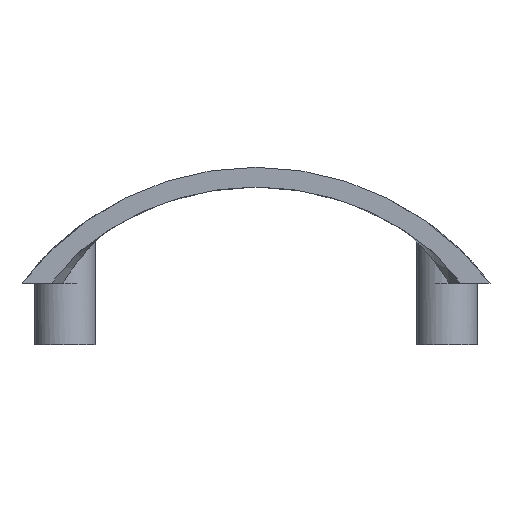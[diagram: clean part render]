
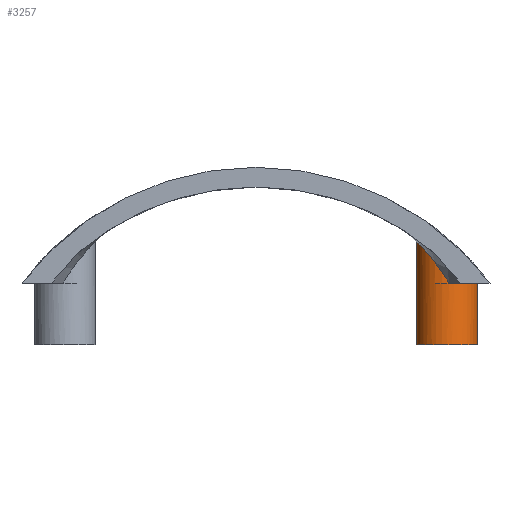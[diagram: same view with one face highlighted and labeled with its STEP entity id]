
A CAD part, front view. The second image highlights one B-rep face of the part: STEP entity #3257.
In plain terms, the highlighted cylindrical face has radius 3.1 mm (diameter 6.2 mm), a partial arc.
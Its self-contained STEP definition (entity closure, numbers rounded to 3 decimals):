
#29 = CARTESIAN_POINT ( 'NONE',  ( 40.687, 2.022, 3.551 ) ) ;
#36 = CARTESIAN_POINT ( 'NONE',  ( 40.025, 3.938, 4.236 ) ) ;
#154 = CARTESIAN_POINT ( 'NONE',  ( 42.673, 0.87, 1.046 ) ) ;
#242 = CARTESIAN_POINT ( 'NONE',  ( 41.679, 1.195, 2.391 ) ) ;
#243 = DIRECTION ( 'NONE',  ( 1., 0., 0. ) ) ;
#261 = CARTESIAN_POINT ( 'NONE',  ( 41.193, 1.513, 2.981 ) ) ;
#298 = CARTESIAN_POINT ( 'NONE',  ( 41.977, 1.055, 2.01 ) ) ;
#315 = VERTEX_POINT ( 'NONE', #3264 ) ;
#322 = ORIENTED_EDGE ( 'NONE', *, *, #1816, .T. ) ;
#335 = ORIENTED_EDGE ( 'NONE', *, *, #2591, .T. ) ;
#350 = AXIS2_PLACEMENT_3D ( 'NONE', #2370, #3529, #2128 ) ;
#428 = CARTESIAN_POINT ( 'NONE',  ( 42.81, 0.854, 0.843 ) ) ;
#483 = EDGE_LOOP ( 'NONE', ( #1531, #335, #3552, #322, #3395 ) ) ;
#518 = CARTESIAN_POINT ( 'NONE',  ( 41.444, 1.329, 2.682 ) ) ;
#541 = CARTESIAN_POINT ( 'NONE',  ( 40.484, 2.31, 3.768 ) ) ;
#559 = CARTESIAN_POINT ( 'NONE',  ( 42.275, 0.956, 1.608 ) ) ;
#598 = CARTESIAN_POINT ( 'NONE',  ( 42.252, 0.963, 1.64 ) ) ;
#628 = B_SPLINE_CURVE_WITH_KNOTS ( 'NONE', 3,
 ( #2146, #3242, #789, #2884, #428, #1522, #2622, #154, #3455, #992, #2497, #559, #598, #1158, #2976, #298, #3564, #1101, #1953, #2766, #242, #848, #518, #1897, #805, #2520, #261, #2730, #1671, #1081, #2184, #1634, #29, #869, #1933, #541, #1119, #1380, #1401, #1348, #2993, #1617, #1137, #3277, #824, #3048 ),
 .UNSPECIFIED., .F., .F.,
 ( 4, 2, 2, 1, 1, 1, 2, 2, 1, 1, 1, 2, 2, 1, 1, 1, 2, 2, 1, 1, 1, 2, 2, 2, 2, 2, 2, 2, 4 ),
 ( 0., 0.062, 0.066, 0.07, 0.078, 0.094, 0.125, 0.129, 0.133, 0.141, 0.156, 0.187, 0.191, 0.195, 0.203, 0.219, 0.25, 0.254, 0.258, 0.265, 0.281, 0.312, 0.328, 0.344, 0.375, 0.39, 0.406, 0.437, 0.5 ),
 .UNSPECIFIED. ) ;
#663 = CARTESIAN_POINT ( 'NONE',  ( 46.225, 3.938, -15.007 ) ) ;
#778 = VERTEX_POINT ( 'NONE', #2402 ) ;
#789 = CARTESIAN_POINT ( 'NONE',  ( 42.999, 0.836, 0.56 ) ) ;
#805 = CARTESIAN_POINT ( 'NONE',  ( 41.226, 1.487, 2.942 ) ) ;
#824 = CARTESIAN_POINT ( 'NONE',  ( 40.025, 3.688, 4.236 ) ) ;
#840 = CIRCLE ( 'NONE', #1244, 3.1 ) ;
#848 = CARTESIAN_POINT ( 'NONE',  ( 41.6, 1.238, 2.491 ) ) ;
#869 = CARTESIAN_POINT ( 'NONE',  ( 40.616, 2.116, 3.627 ) ) ;
#985 = VERTEX_POINT ( 'NONE', #36 ) ;
#992 = CARTESIAN_POINT ( 'NONE',  ( 42.384, 0.926, 1.458 ) ) ;
#1011 = CARTESIAN_POINT ( 'NONE',  ( 43.125, 3.938, -15.007 ) ) ;
#1035 = CARTESIAN_POINT ( 'NONE',  ( 43.351, 0.846, 0. ) ) ;
#1077 = CARTESIAN_POINT ( 'NONE',  ( 43.125, 3.938, 0. ) ) ;
#1081 = CARTESIAN_POINT ( 'NONE',  ( 40.943, 1.731, 3.268 ) ) ;
#1087 = VERTEX_POINT ( 'NONE', #1035 ) ;
#1101 = CARTESIAN_POINT ( 'NONE',  ( 41.749, 1.16, 2.303 ) ) ;
#1119 = CARTESIAN_POINT ( 'NONE',  ( 40.424, 2.412, 3.831 ) ) ;
#1137 = CARTESIAN_POINT ( 'NONE',  ( 40.144, 3.078, 4.118 ) ) ;
#1158 = CARTESIAN_POINT ( 'NONE',  ( 42.217, 0.973, 1.688 ) ) ;
#1244 = AXIS2_PLACEMENT_3D ( 'NONE', #1077, #2689, #2125 ) ;
#1348 = CARTESIAN_POINT ( 'NONE',  ( 40.269, 2.731, 3.991 ) ) ;
#1380 = CARTESIAN_POINT ( 'NONE',  ( 40.343, 2.569, 3.916 ) ) ;
#1401 = CARTESIAN_POINT ( 'NONE',  ( 40.317, 2.623, 3.942 ) ) ;
#1522 = CARTESIAN_POINT ( 'NONE',  ( 42.787, 0.856, 0.877 ) ) ;
#1531 = ORIENTED_EDGE ( 'NONE', *, *, #3305, .F. ) ;
#1617 = CARTESIAN_POINT ( 'NONE',  ( 40.18, 2.961, 4.081 ) ) ;
#1634 = CARTESIAN_POINT ( 'NONE',  ( 40.722, 1.978, 3.513 ) ) ;
#1671 = CARTESIAN_POINT ( 'NONE',  ( 41.086, 1.601, 3.105 ) ) ;
#1816 = EDGE_CURVE ( 'NONE', #315, #1087, #840, .T. ) ;
#1894 = AXIS2_PLACEMENT_3D ( 'NONE', #1011, #3475, #243 ) ;
#1897 = CARTESIAN_POINT ( 'NONE',  ( 41.317, 1.417, 2.834 ) ) ;
#1915 = CARTESIAN_POINT ( 'NONE',  ( 40.025, 3.938, -6.239 ) ) ;
#1933 = CARTESIAN_POINT ( 'NONE',  ( 40.582, 2.164, 3.664 ) ) ;
#1953 = CARTESIAN_POINT ( 'NONE',  ( 41.737, 1.166, 2.319 ) ) ;
#2067 = VECTOR ( 'NONE', #2846, 1000. ) ;
#2095 = CARTESIAN_POINT ( 'NONE',  ( 40.025, 3.938, -15.007 ) ) ;
#2125 = DIRECTION ( 'NONE',  ( -1., 0., 0. ) ) ;
#2128 = DIRECTION ( 'NONE',  ( 1., 0., 0. ) ) ;
#2146 = CARTESIAN_POINT ( 'NONE',  ( 43.351, 0.846, 0. ) ) ;
#2179 = CIRCLE ( 'NONE', #350, 3.1 ) ;
#2184 = CARTESIAN_POINT ( 'NONE',  ( 40.829, 1.852, 3.395 ) ) ;
#2295 = LINE ( 'NONE', #663, #2067 ) ;
#2370 = CARTESIAN_POINT ( 'NONE',  ( 43.125, 3.938, -6.239 ) ) ;
#2402 = CARTESIAN_POINT ( 'NONE',  ( 46.225, 3.938, -6.239 ) ) ;
#2425 = FACE_OUTER_BOUND ( 'NONE', #483, .T. ) ;
#2497 = CARTESIAN_POINT ( 'NONE',  ( 42.288, 0.953, 1.591 ) ) ;
#2520 = CARTESIAN_POINT ( 'NONE',  ( 41.214, 1.496, 2.956 ) ) ;
#2591 = EDGE_CURVE ( 'NONE', #3534, #778, #2179, .T. ) ;
#2622 = CARTESIAN_POINT ( 'NONE',  ( 42.753, 0.86, 0.928 ) ) ;
#2689 = DIRECTION ( 'NONE',  ( 0., 0., -1. ) ) ;
#2718 = EDGE_CURVE ( 'NONE', #1087, #985, #628, .T. ) ;
#2730 = CARTESIAN_POINT ( 'NONE',  ( 41.16, 1.539, 3.019 ) ) ;
#2766 = CARTESIAN_POINT ( 'NONE',  ( 41.714, 1.177, 2.348 ) ) ;
#2824 = VECTOR ( 'NONE', #3209, 1000. ) ;
#2846 = DIRECTION ( 'NONE',  ( 0., 0., 1. ) ) ;
#2884 = CARTESIAN_POINT ( 'NONE',  ( 42.822, 0.852, 0.825 ) ) ;
#2920 = LINE ( 'NONE', #2095, #2824 ) ;
#2976 = CARTESIAN_POINT ( 'NONE',  ( 42.136, 0.999, 1.798 ) ) ;
#2993 = CARTESIAN_POINT ( 'NONE',  ( 40.245, 2.788, 4.016 ) ) ;
#3048 = CARTESIAN_POINT ( 'NONE',  ( 40.025, 3.938, 4.236 ) ) ;
#3172 = EDGE_CURVE ( 'NONE', #778, #315, #2295, .T. ) ;
#3175 = CYLINDRICAL_SURFACE ( 'NONE', #1894, 3.1 ) ;
#3209 = DIRECTION ( 'NONE',  ( 0., 0., 1. ) ) ;
#3242 = CARTESIAN_POINT ( 'NONE',  ( 43.173, 0.833, 0.29 ) ) ;
#3257 = ADVANCED_FACE ( 'NONE', ( #2425 ), #3175, .T. ) ;
#3264 = CARTESIAN_POINT ( 'NONE',  ( 46.225, 3.938, 0. ) ) ;
#3277 = CARTESIAN_POINT ( 'NONE',  ( 40.056, 3.437, 4.206 ) ) ;
#3305 = EDGE_CURVE ( 'NONE', #3534, #985, #2920, .T. ) ;
#3395 = ORIENTED_EDGE ( 'NONE', *, *, #2718, .T. ) ;
#3455 = CARTESIAN_POINT ( 'NONE',  ( 42.516, 0.896, 1.274 ) ) ;
#3475 = DIRECTION ( 'NONE',  ( 0., 0., 1. ) ) ;
#3529 = DIRECTION ( 'NONE',  ( 0., 0., 1. ) ) ;
#3534 = VERTEX_POINT ( 'NONE', #1915 ) ;
#3552 = ORIENTED_EDGE ( 'NONE', *, *, #3172, .T. ) ;
#3564 = CARTESIAN_POINT ( 'NONE',  ( 41.845, 1.112, 2.181 ) ) ;
